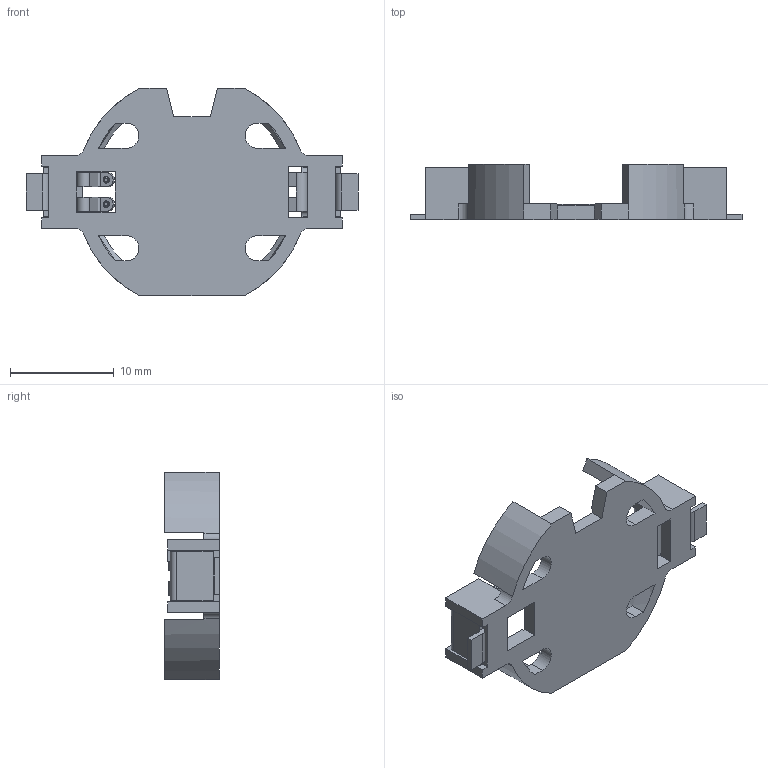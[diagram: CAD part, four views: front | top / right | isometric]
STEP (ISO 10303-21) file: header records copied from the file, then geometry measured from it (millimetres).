
FILE_DESCRIPTION (( 'STEP AP214' ), '1' );
FILE_NAME ('BU2032SM-HD-G.STEP', '2024-05-14T16:27:52', ( '' ), ( '' ), 'SwSTEP 2.0', 'SolidWorks 2021', '' );
FILE_SCHEMA (( 'AUTOMOTIVE_DESIGN' ));
Length unit declared in the file: millimetre
Products named in the file (1): BU2032SM-HD-G
Bounding box: 32 x 5.3 x 20 mm (x, y, z)
Volume: 839.7 mm3; surface area: 1751.6 mm2
Topology: 3 solids, 3 shells, 262 faces, 682 edges, 428 vertices
Faces by surface type: plane 169, cylinder 57, torus 32, cone 4
Entity records: 8066 total; most frequent: DIRECTION 1414, CARTESIAN_POINT 1397, ORIENTED_EDGE 1364, EDGE_CURVE 682, AXIS2_PLACEMENT_3D 477, LINE 460, VECTOR 460, VERTEX_POINT 428
